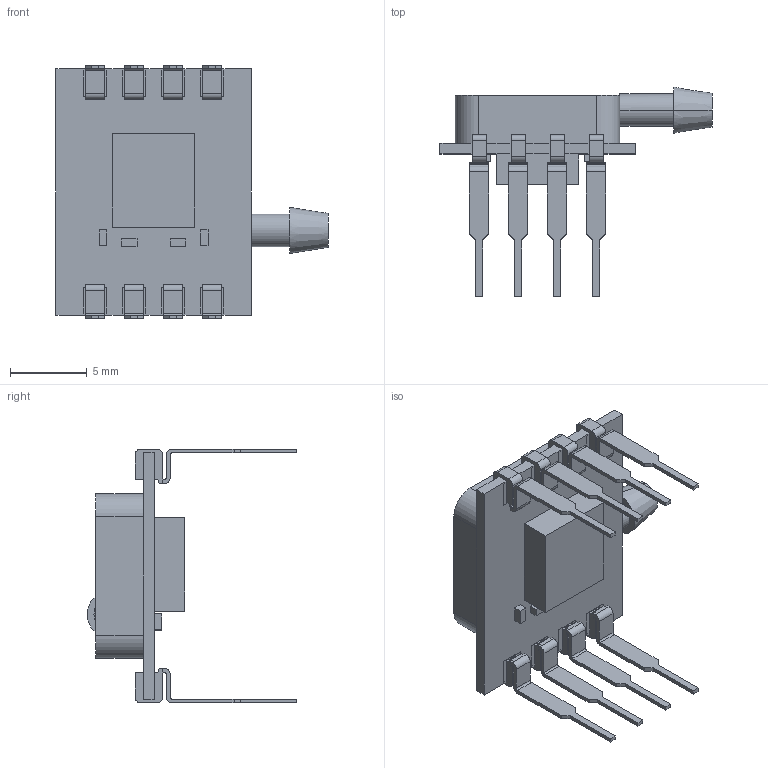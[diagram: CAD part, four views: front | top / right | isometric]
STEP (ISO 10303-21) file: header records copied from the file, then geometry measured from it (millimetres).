
FILE_DESCRIPTION (( 'STEP AP203' ), '1' );
FILE_NAME ('FNSD_STEP.STEP', '2018-04-13T19:43:38', ( 'user' ), ( '' ), 'SwSTEP 2.0', 'SolidWorks 2010', '' );
FILE_SCHEMA (( 'CONFIG_CONTROL_DESIGN' ));
Length unit declared in the file: inch
Products named in the file (1): FNSD_STEP
Bounding box: 17.69 x 13.64 x 16.51 mm (x, y, z)
Volume: 617.7 mm3; surface area: 941.9 mm2
Topology: 1 solids, 1 shells, 453 faces, 1308 edges, 866 vertices
Faces by surface type: plane 371, cylinder 80, cone 2
Entity records: 14783 total; most frequent: CARTESIAN_POINT 2628, ORIENTED_EDGE 2616, DIRECTION 2382, EDGE_CURVE 1308, VECTOR 1142, LINE 1142, VERTEX_POINT 866, AXIS2_PLACEMENT_3D 620
